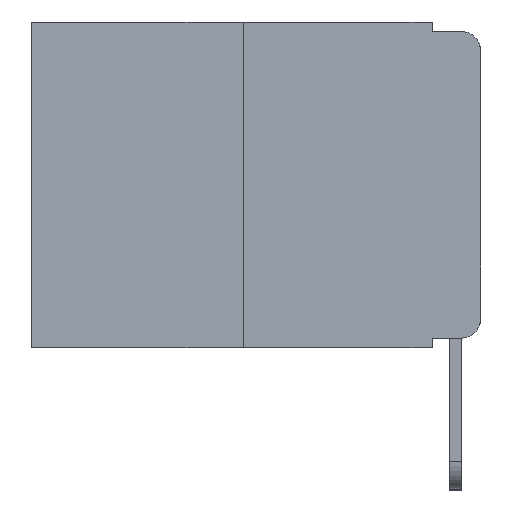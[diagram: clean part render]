
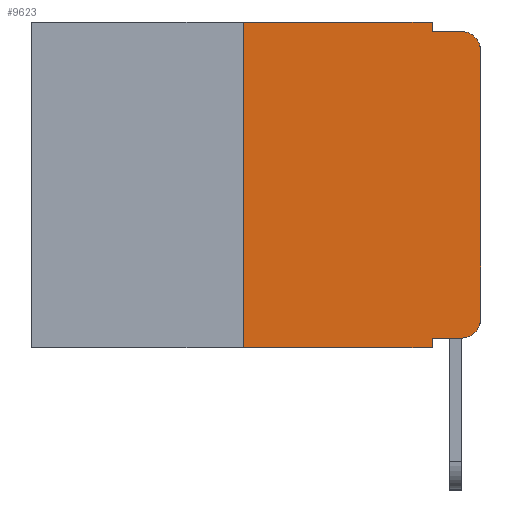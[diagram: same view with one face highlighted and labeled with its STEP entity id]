
A CAD part, left-side view. The second image highlights one B-rep face of the part: STEP entity #9623.
In plain terms, the highlighted planar face has unit normal (-1, 0, 0).
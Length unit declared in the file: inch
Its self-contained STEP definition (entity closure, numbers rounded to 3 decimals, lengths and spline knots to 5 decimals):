
#86 = PLANE ( 'NONE',  #1216 ) ;
#128 = ORIENTED_EDGE ( 'NONE', *, *, #1707, .T. ) ;
#286 = VERTEX_POINT ( 'NONE', #10421 ) ;
#577 = DIRECTION ( 'NONE',  ( 0., -1., 0. ) ) ;
#773 = CARTESIAN_POINT ( 'NONE',  ( 0., 0.02, -0.03 ) ) ;
#981 = CARTESIAN_POINT ( 'NONE',  ( 0., 0.473, -0.343 ) ) ;
#1000 = CIRCLE ( 'NONE', #18107, 0.02 ) ;
#1216 = AXIS2_PLACEMENT_3D ( 'NONE', #15056, #7368, #10387 ) ;
#1544 = DIRECTION ( 'NONE',  ( 0., 0., -1. ) ) ;
#1665 = DIRECTION ( 'NONE',  ( 0., 0., -1. ) ) ;
#1707 = EDGE_CURVE ( 'NONE', #13863, #4266, #1000, .T. ) ;
#1828 = VECTOR ( 'NONE', #577, 39.37008 ) ;
#1956 = CARTESIAN_POINT ( 'NONE',  ( 0., 0.051, 0. ) ) ;
#2076 = ORIENTED_EDGE ( 'NONE', *, *, #10790, .F. ) ;
#2296 = LINE ( 'NONE', #981, #1828 ) ;
#2901 = VERTEX_POINT ( 'NONE', #14292 ) ;
#2918 = DIRECTION ( 'NONE',  ( 0., -1., 0. ) ) ;
#2983 = ORIENTED_EDGE ( 'NONE', *, *, #19101, .T. ) ;
#3206 = CARTESIAN_POINT ( 'NONE',  ( 0., 0., -0.313 ) ) ;
#3542 = ORIENTED_EDGE ( 'NONE', *, *, #14620, .T. ) ;
#3896 = VECTOR ( 'NONE', #1665, 39.37008 ) ;
#4137 = DIRECTION ( 'NONE',  ( 0., 0., -1. ) ) ;
#4266 = VERTEX_POINT ( 'NONE', #3206 ) ;
#4314 = VECTOR ( 'NONE', #11955, 39.37008 ) ;
#4336 = CARTESIAN_POINT ( 'NONE',  ( 0., 0.051, -0.01 ) ) ;
#4589 = CARTESIAN_POINT ( 'NONE',  ( 0., 0.051, 0. ) ) ;
#4640 = ORIENTED_EDGE ( 'NONE', *, *, #6613, .F. ) ;
#4727 = EDGE_CURVE ( 'NONE', #13218, #13863, #13226, .T. ) ;
#4760 = LINE ( 'NONE', #6170, #16444 ) ;
#4842 = VECTOR ( 'NONE', #9842, 39.37008 ) ;
#5069 = CARTESIAN_POINT ( 'NONE',  ( 0., 0.051, -0.333 ) ) ;
#5490 = LINE ( 'NONE', #10278, #12974 ) ;
#5821 = VERTEX_POINT ( 'NONE', #13202 ) ;
#5875 = ORIENTED_EDGE ( 'NONE', *, *, #15052, .F. ) ;
#5955 = CARTESIAN_POINT ( 'NONE',  ( 0., 0.051, -0.333 ) ) ;
#6087 = LINE ( 'NONE', #18643, #10739 ) ;
#6170 = CARTESIAN_POINT ( 'NONE',  ( 0., 0.051, 0. ) ) ;
#6353 = CARTESIAN_POINT ( 'NONE',  ( 0., 0.25, -0.343 ) ) ;
#6613 = EDGE_CURVE ( 'NONE', #16064, #5821, #17091, .T. ) ;
#7069 = DIRECTION ( 'NONE',  ( -1., 0., 0. ) ) ;
#7210 = CARTESIAN_POINT ( 'NONE',  ( 0., 0.25, 0. ) ) ;
#7291 = EDGE_LOOP ( 'NONE', ( #2983, #14530, #5875, #2076, #11252, #4640, #3542, #8550, #11461, #128 ) ) ;
#7368 = DIRECTION ( 'NONE',  ( 1., 0., 0. ) ) ;
#8550 = ORIENTED_EDGE ( 'NONE', *, *, #15965, .F. ) ;
#9623 = ADVANCED_FACE ( 'NONE', ( #12534 ), #86, .F. ) ;
#9842 = DIRECTION ( 'NONE',  ( 0., -1., 0. ) ) ;
#9972 = CARTESIAN_POINT ( 'NONE',  ( 0., 0.051, -0.01 ) ) ;
#10278 = CARTESIAN_POINT ( 'NONE',  ( 0., 0.473, 0. ) ) ;
#10387 = DIRECTION ( 'NONE',  ( 0., 0., -1. ) ) ;
#10421 = CARTESIAN_POINT ( 'NONE',  ( 0., 0., -0.03 ) ) ;
#10596 = CARTESIAN_POINT ( 'NONE',  ( 0., 0.02, -0.333 ) ) ;
#10739 = VECTOR ( 'NONE', #17214, 39.37008 ) ;
#10752 = EDGE_CURVE ( 'NONE', #5821, #16623, #5490, .T. ) ;
#10790 = EDGE_CURVE ( 'NONE', #16623, #11203, #4760, .T. ) ;
#11018 = VECTOR ( 'NONE', #16443, 39.37008 ) ;
#11203 = VERTEX_POINT ( 'NONE', #4336 ) ;
#11252 = ORIENTED_EDGE ( 'NONE', *, *, #10752, .F. ) ;
#11461 = ORIENTED_EDGE ( 'NONE', *, *, #4727, .T. ) ;
#11955 = DIRECTION ( 'NONE',  ( 0., -1., 0. ) ) ;
#12531 = DIRECTION ( 'NONE',  ( 0., 0., -1. ) ) ;
#12534 = FACE_OUTER_BOUND ( 'NONE', #7291, .T. ) ;
#12811 = VERTEX_POINT ( 'NONE', #12880 ) ;
#12880 = CARTESIAN_POINT ( 'NONE',  ( 0., 0.02, -0.01 ) ) ;
#12974 = VECTOR ( 'NONE', #2918, 39.37008 ) ;
#13202 = CARTESIAN_POINT ( 'NONE',  ( 0., 0.25, 0. ) ) ;
#13218 = VERTEX_POINT ( 'NONE', #5069 ) ;
#13226 = LINE ( 'NONE', #5955, #4314 ) ;
#13863 = VERTEX_POINT ( 'NONE', #10596 ) ;
#14229 = DIRECTION ( 'NONE',  ( -1., 0., 0. ) ) ;
#14292 = CARTESIAN_POINT ( 'NONE',  ( 0., 0.051, -0.343 ) ) ;
#14530 = ORIENTED_EDGE ( 'NONE', *, *, #15707, .T. ) ;
#14559 = CARTESIAN_POINT ( 'NONE',  ( 0., 0.02, -0.313 ) ) ;
#14620 = EDGE_CURVE ( 'NONE', #16064, #2901, #2296, .T. ) ;
#15052 = EDGE_CURVE ( 'NONE', #11203, #12811, #17944, .T. ) ;
#15056 = CARTESIAN_POINT ( 'NONE',  ( 0., 0.473, 0. ) ) ;
#15707 = EDGE_CURVE ( 'NONE', #286, #12811, #18135, .T. ) ;
#15965 = EDGE_CURVE ( 'NONE', #13218, #2901, #18876, .T. ) ;
#16064 = VERTEX_POINT ( 'NONE', #6353 ) ;
#16443 = DIRECTION ( 'NONE',  ( 0., 0., 1. ) ) ;
#16444 = VECTOR ( 'NONE', #1544, 39.37008 ) ;
#16623 = VERTEX_POINT ( 'NONE', #1956 ) ;
#17091 = LINE ( 'NONE', #7210, #11018 ) ;
#17214 = DIRECTION ( 'NONE',  ( 0., 0., 1. ) ) ;
#17944 = LINE ( 'NONE', #9972, #4842 ) ;
#18107 = AXIS2_PLACEMENT_3D ( 'NONE', #14559, #7069, #4137 ) ;
#18135 = CIRCLE ( 'NONE', #18543, 0.02 ) ;
#18543 = AXIS2_PLACEMENT_3D ( 'NONE', #773, #14229, #12531 ) ;
#18643 = CARTESIAN_POINT ( 'NONE',  ( 0., 0., 0. ) ) ;
#18876 = LINE ( 'NONE', #4589, #3896 ) ;
#19101 = EDGE_CURVE ( 'NONE', #4266, #286, #6087, .T. ) ;
